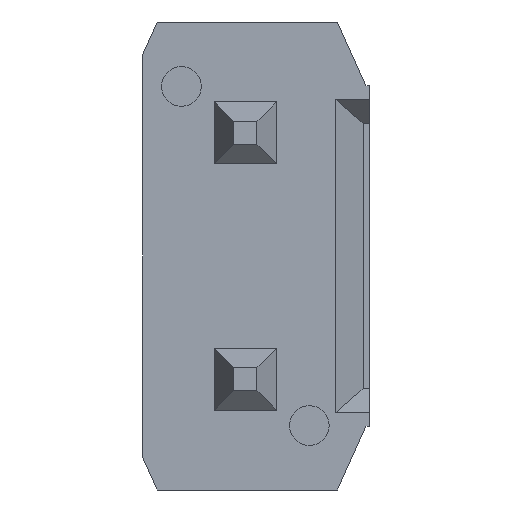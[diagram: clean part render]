
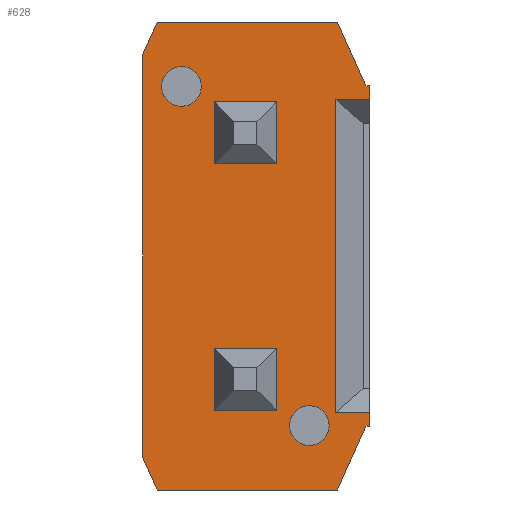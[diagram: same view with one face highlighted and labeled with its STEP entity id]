
A CAD part, left-side view. The second image highlights one B-rep face of the part: STEP entity #628.
In plain terms, the highlighted planar face has unit normal (-1, 0, 0).
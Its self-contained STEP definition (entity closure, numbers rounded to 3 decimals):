
#1=DIRECTION('',(0.,0.,1.));
#2=VECTOR('',#1,0.6);
#3=CARTESIAN_POINT('',(0.,-0.76,-1.57));
#4=LINE('3735',#3,#2);
#5=DIRECTION('',(0.,1.,0.));
#6=VECTOR('',#5,0.6);
#7=CARTESIAN_POINT('',(0.,-1.36,-1.57));
#8=LINE('3738',#7,#6);
#9=DIRECTION('',(0.,0.,-1.));
#10=VECTOR('',#9,0.6);
#11=CARTESIAN_POINT('',(0.,-1.36,-0.97));
#12=LINE('3737',#11,#10);
#13=DIRECTION('',(0.,-1.,0.));
#14=VECTOR('',#13,0.6);
#15=CARTESIAN_POINT('',(0.,-0.76,-0.97));
#16=LINE('3736',#15,#14);
#17=DIRECTION('',(0.,-1.,0.));
#18=VECTOR('',#17,0.6);
#19=CARTESIAN_POINT('',(0.,-0.76,1.57));
#20=LINE('3739',#19,#18);
#21=DIRECTION('',(0.,0.,1.));
#22=VECTOR('',#21,0.6);
#23=CARTESIAN_POINT('',(0.,-0.76,0.97));
#24=LINE('3742',#23,#22);
#25=DIRECTION('',(0.,1.,0.));
#26=VECTOR('',#25,0.6);
#27=CARTESIAN_POINT('',(0.,-1.36,0.97));
#28=LINE('3741',#27,#26);
#29=DIRECTION('',(0.,0.,-1.));
#30=VECTOR('',#29,0.6);
#31=CARTESIAN_POINT('',(0.,-1.36,1.57));
#32=LINE('3740',#31,#30);
#33=CARTESIAN_POINT('',(0.,-0.4,1.75));
#34=DIRECTION('',(-1.,0.,0.));
#35=DIRECTION('',(0.,-1.,0.));
#36=AXIS2_PLACEMENT_3D('',#33,#34,#35);
#38=CARTESIAN_POINT('',(0.,-0.4,1.75));
#39=DIRECTION('',(-1.,0.,0.));
#40=DIRECTION('',(0.,1.,0.));
#41=AXIS2_PLACEMENT_3D('',#38,#39,#40);
#43=CARTESIAN_POINT('',(0.,-1.72,-1.75));
#44=DIRECTION('',(-1.,0.,0.));
#45=DIRECTION('',(0.,-1.,0.));
#46=AXIS2_PLACEMENT_3D('',#43,#44,#45);
#48=CARTESIAN_POINT('',(0.,-1.72,-1.75));
#49=DIRECTION('',(-1.,0.,0.));
#50=DIRECTION('',(0.,1.,0.));
#51=AXIS2_PLACEMENT_3D('',#48,#49,#50);
#53=DIRECTION('',(0.,0.,-1.));
#54=VECTOR('',#53,0.136);
#55=CARTESIAN_POINT('',(0.,-2.34,1.755));
#56=LINE('15428',#55,#54);
#57=DIRECTION('',(0.,-1.,0.));
#58=VECTOR('',#57,0.354);
#59=CARTESIAN_POINT('',(0.,-1.986,1.619));
#60=LINE('15483',#59,#58);
#61=DIRECTION('',(0.,0.,1.));
#62=VECTOR('',#61,3.239);
#63=CARTESIAN_POINT('',(0.,-1.986,-1.619));
#64=LINE('7629',#63,#62);
#65=DIRECTION('',(0.,1.,0.));
#66=VECTOR('',#65,0.354);
#67=CARTESIAN_POINT('',(0.,-2.34,-1.619));
#68=LINE('15484',#67,#66);
#69=DIRECTION('',(0.,0.,-1.));
#70=VECTOR('',#69,0.136);
#71=CARTESIAN_POINT('',(0.,-2.34,-1.619));
#72=LINE('15429',#71,#70);
#73=DIRECTION('',(0.,-1.,0.));
#74=VECTOR('',#73,0.036);
#75=CARTESIAN_POINT('',(0.,-2.304,-1.755));
#76=LINE('15473',#75,#74);
#77=DIRECTION('',(0.,-0.407,0.914));
#78=VECTOR('',#77,0.722);
#79=CARTESIAN_POINT('',(0.,-2.01,-2.415));
#80=LINE('3867',#79,#78);
#81=DIRECTION('',(0.,1.,0.));
#82=VECTOR('',#81,1.86);
#83=CARTESIAN_POINT('',(0.,-2.01,-2.415));
#84=LINE('3876',#83,#82);
#85=DIRECTION('',(0.,-0.404,-0.915));
#86=VECTOR('',#85,0.372);
#87=CARTESIAN_POINT('',(0.,0.,-2.075));
#88=LINE('3658',#87,#86);
#89=DIRECTION('',(0.,0.,1.));
#90=VECTOR('',#89,4.15);
#91=CARTESIAN_POINT('',(0.,0.,-2.075));
#92=LINE('3674',#91,#90);
#93=DIRECTION('',(0.,0.404,-0.915));
#94=VECTOR('',#93,0.372);
#95=CARTESIAN_POINT('',(0.,-0.15,2.415));
#96=LINE('3659',#95,#94);
#97=DIRECTION('',(0.,-1.,0.));
#98=VECTOR('',#97,1.86);
#99=CARTESIAN_POINT('',(0.,-0.15,2.415));
#100=LINE('3915',#99,#98);
#101=DIRECTION('',(0.,0.407,0.914));
#102=VECTOR('',#101,0.722);
#103=CARTESIAN_POINT('',(0.,-2.304,1.755));
#104=LINE('3909',#103,#102);
#105=DIRECTION('',(0.,1.,0.));
#106=VECTOR('',#105,0.036);
#107=CARTESIAN_POINT('',(0.,-2.34,1.755));
#108=LINE('15475',#107,#106);
#425=CARTESIAN_POINT('',(0.,0.,-2.075));
#426=CARTESIAN_POINT('',(0.,-0.15,-2.415));
#427=VERTEX_POINT('',#425);
#428=VERTEX_POINT('',#426);
#429=CARTESIAN_POINT('',(0.,-0.15,2.415));
#430=CARTESIAN_POINT('',(0.,0.,2.075));
#431=VERTEX_POINT('',#429);
#432=VERTEX_POINT('',#430);
#441=CARTESIAN_POINT('',(0.,-0.76,-1.57));
#442=CARTESIAN_POINT('',(0.,-0.76,-0.97));
#443=VERTEX_POINT('',#441);
#444=VERTEX_POINT('',#442);
#445=CARTESIAN_POINT('',(0.,-1.36,-0.97));
#446=VERTEX_POINT('',#445);
#447=CARTESIAN_POINT('',(0.,-1.36,-1.57));
#448=VERTEX_POINT('',#447);
#449=CARTESIAN_POINT('',(0.,-0.76,1.57));
#450=CARTESIAN_POINT('',(0.,-1.36,1.57));
#451=VERTEX_POINT('',#449);
#452=VERTEX_POINT('',#450);
#453=CARTESIAN_POINT('',(0.,-1.36,0.97));
#454=VERTEX_POINT('',#453);
#455=CARTESIAN_POINT('',(0.,-0.76,0.97));
#456=VERTEX_POINT('',#455);
#473=CARTESIAN_POINT('',(0.,-2.01,-2.415));
#474=CARTESIAN_POINT('',(0.,-2.304,-1.755));
#475=VERTEX_POINT('',#473);
#476=VERTEX_POINT('',#474);
#481=CARTESIAN_POINT('',(0.,-2.304,1.755));
#482=CARTESIAN_POINT('',(0.,-2.01,2.415));
#483=VERTEX_POINT('',#481);
#484=VERTEX_POINT('',#482);
#513=CARTESIAN_POINT('',(0.,-0.605,1.75));
#514=CARTESIAN_POINT('',(0.,-0.195,1.75));
#515=VERTEX_POINT('',#513);
#516=VERTEX_POINT('',#514);
#517=CARTESIAN_POINT('',(0.,-1.925,-1.75));
#518=CARTESIAN_POINT('',(0.,-1.515,-1.75));
#519=VERTEX_POINT('',#517);
#520=VERTEX_POINT('',#518);
#533=CARTESIAN_POINT('',(0.,-1.986,-1.619));
#534=VERTEX_POINT('',#533);
#535=CARTESIAN_POINT('',(0.,-1.986,1.619));
#536=VERTEX_POINT('',#535);
#537=CARTESIAN_POINT('',(0.,-2.34,1.755));
#538=CARTESIAN_POINT('',(0.,-2.34,1.619));
#539=VERTEX_POINT('',#537);
#540=VERTEX_POINT('',#538);
#541=CARTESIAN_POINT('',(0.,-2.34,-1.619));
#542=CARTESIAN_POINT('',(0.,-2.34,-1.755));
#543=VERTEX_POINT('',#541);
#544=VERTEX_POINT('',#542);
#561=CARTESIAN_POINT('',(0.,0.,0.));
#562=DIRECTION('',(1.,0.,0.));
#563=DIRECTION('',(0.,-1.,0.));
#564=AXIS2_PLACEMENT_3D('',#561,#562,#563);
#565=PLANE('3580',#564);
#567=ORIENTED_EDGE('15428',*,*,#566,.T.);
#569=ORIENTED_EDGE('15483',*,*,#568,.F.);
#571=ORIENTED_EDGE('7629',*,*,#570,.F.);
#573=ORIENTED_EDGE('15484',*,*,#572,.F.);
#575=ORIENTED_EDGE('15429',*,*,#574,.T.);
#577=ORIENTED_EDGE('15473',*,*,#576,.F.);
#579=ORIENTED_EDGE('3867',*,*,#578,.F.);
#581=ORIENTED_EDGE('3876',*,*,#580,.T.);
#583=ORIENTED_EDGE('3658',*,*,#582,.F.);
#585=ORIENTED_EDGE('3674',*,*,#584,.T.);
#587=ORIENTED_EDGE('3659',*,*,#586,.F.);
#589=ORIENTED_EDGE('3915',*,*,#588,.T.);
#591=ORIENTED_EDGE('3909',*,*,#590,.F.);
#593=ORIENTED_EDGE('15475',*,*,#592,.F.);
#594=EDGE_LOOP('3580',(#567,#569,#571,#573,#575,#577,#579,#581,#583,#585,#587,
#589,#591,#593));
#595=FACE_OUTER_BOUND('3580',#594,.F.);
#597=ORIENTED_EDGE('3739',*,*,#596,.F.);
#599=ORIENTED_EDGE('3742',*,*,#598,.F.);
#601=ORIENTED_EDGE('3741',*,*,#600,.F.);
#603=ORIENTED_EDGE('3740',*,*,#602,.F.);
#604=EDGE_LOOP('3580',(#597,#599,#601,#603));
#605=FACE_BOUND('3580',#604,.F.);
#607=ORIENTED_EDGE('4025',*,*,#606,.T.);
#609=ORIENTED_EDGE('4026',*,*,#608,.T.);
#610=EDGE_LOOP('3580',(#607,#609));
#611=FACE_BOUND('3580',#610,.F.);
#613=ORIENTED_EDGE('4027',*,*,#612,.T.);
#615=ORIENTED_EDGE('4028',*,*,#614,.T.);
#616=EDGE_LOOP('3580',(#613,#615));
#617=FACE_BOUND('3580',#616,.F.);
#619=ORIENTED_EDGE('3735',*,*,#618,.F.);
#621=ORIENTED_EDGE('3738',*,*,#620,.F.);
#623=ORIENTED_EDGE('3737',*,*,#622,.F.);
#625=ORIENTED_EDGE('3736',*,*,#624,.F.);
#626=EDGE_LOOP('3580',(#619,#621,#623,#625));
#627=FACE_BOUND('3580',#626,.F.);
#628=ADVANCED_FACE('3580',(#595,#605,#611,#617,#627),#565,.F.);
#37=CIRCLE('4025',#36,0.205);
#42=CIRCLE('4026',#41,0.205);
#47=CIRCLE('4027',#46,0.205);
#52=CIRCLE('4028',#51,0.205);
#566=EDGE_CURVE('15428',#539,#540,#56,.T.);
#568=EDGE_CURVE('15483',#536,#540,#60,.T.);
#570=EDGE_CURVE('7629',#534,#536,#64,.T.);
#572=EDGE_CURVE('15484',#543,#534,#68,.T.);
#574=EDGE_CURVE('15429',#543,#544,#72,.T.);
#576=EDGE_CURVE('15473',#476,#544,#76,.T.);
#578=EDGE_CURVE('3867',#475,#476,#80,.T.);
#580=EDGE_CURVE('3876',#475,#428,#84,.T.);
#582=EDGE_CURVE('3658',#427,#428,#88,.T.);
#584=EDGE_CURVE('3674',#427,#432,#92,.T.);
#586=EDGE_CURVE('3659',#431,#432,#96,.T.);
#588=EDGE_CURVE('3915',#431,#484,#100,.T.);
#590=EDGE_CURVE('3909',#483,#484,#104,.T.);
#592=EDGE_CURVE('15475',#539,#483,#108,.T.);
#596=EDGE_CURVE('3739',#451,#452,#20,.T.);
#598=EDGE_CURVE('3742',#456,#451,#24,.T.);
#600=EDGE_CURVE('3741',#454,#456,#28,.T.);
#602=EDGE_CURVE('3740',#452,#454,#32,.T.);
#606=EDGE_CURVE('4025',#515,#516,#37,.T.);
#608=EDGE_CURVE('4026',#516,#515,#42,.T.);
#612=EDGE_CURVE('4027',#519,#520,#47,.T.);
#614=EDGE_CURVE('4028',#520,#519,#52,.T.);
#618=EDGE_CURVE('3735',#443,#444,#4,.T.);
#620=EDGE_CURVE('3738',#448,#443,#8,.T.);
#622=EDGE_CURVE('3737',#446,#448,#12,.T.);
#624=EDGE_CURVE('3736',#444,#446,#16,.T.);
